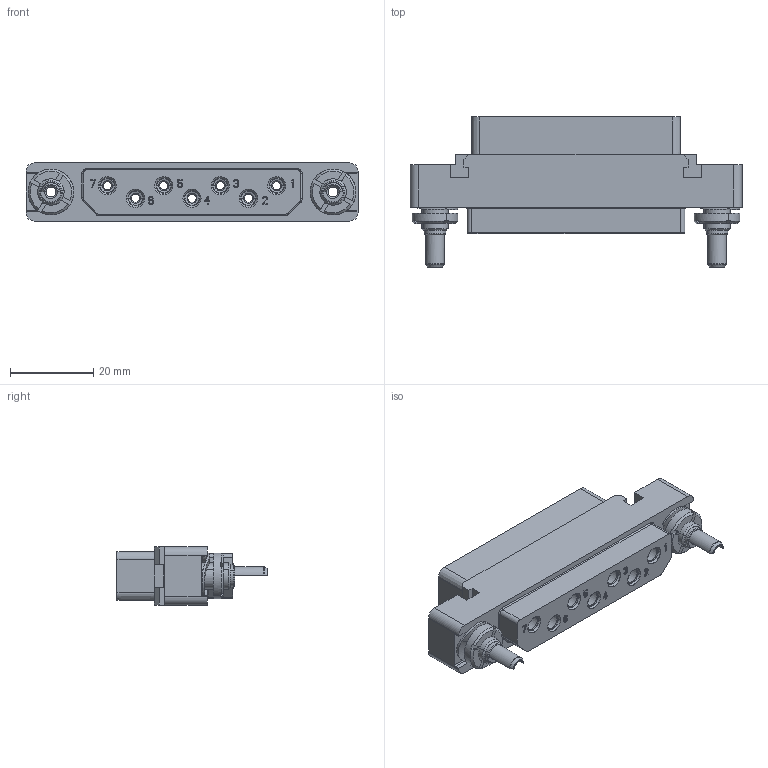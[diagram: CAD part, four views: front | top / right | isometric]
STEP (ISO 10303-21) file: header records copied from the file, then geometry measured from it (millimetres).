
FILE_DESCRIPTION((''),'2;1');
FILE_NAME('1900ND06S1B00A','2019-10-30T',('presta_be4'),(''),'CREO PARAMETRIC BY PTC INC, 2018360','CREO PARAMETRIC BY PTC INC, 2018360','');
FILE_SCHEMA(('CONFIG_CONTROL_DESIGN'));
Length unit declared in the file: millimetre
Products named in the file (1): 1900ND06S1B00A
Bounding box: 80 x 36.35 x 14 mm (x, y, z)
Volume: 16562.5 mm3; surface area: 13388 mm2
Topology: 1 solids, 1 shells, 1634 faces, 4272 edges, 2726 vertices
Faces by surface type: plane 982, cylinder 310, torus 168, cone 140, extrusion 30, bspline 4
Entity records: 55072 total; most frequent: CARTESIAN_POINT 14375, ORIENTED_EDGE 8536, DIRECTION 8324, EDGE_CURVE 4268, VECTOR 3050, LINE 3020, VERTEX_POINT 2726, AXIS2_PLACEMENT_3D 2637
